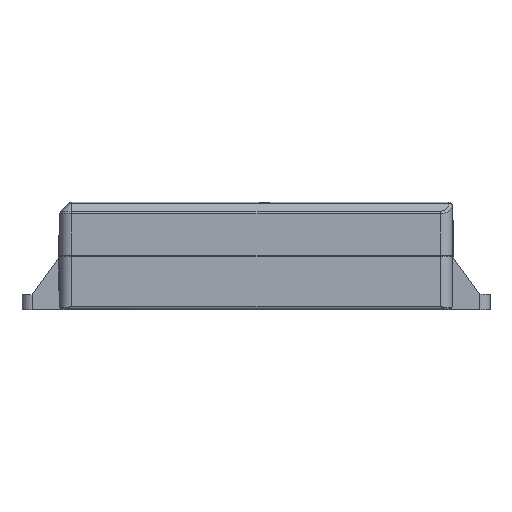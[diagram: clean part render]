
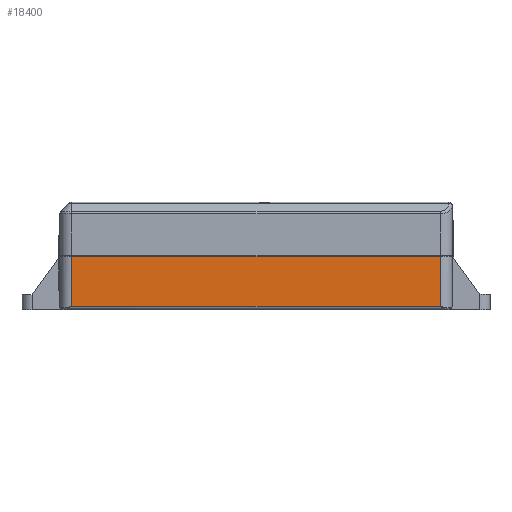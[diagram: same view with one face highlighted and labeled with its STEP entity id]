
A CAD part, top view. The second image highlights one B-rep face of the part: STEP entity #18400.
In plain terms, the highlighted planar face has unit normal (0, 0, 1).
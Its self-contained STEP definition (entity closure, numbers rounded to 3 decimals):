
#420 = CARTESIAN_POINT ( 'NONE',  ( 54.55, -15.9, 31.25 ) ) ;
#597 = LINE ( 'NONE', #5392, #17122 ) ;
#756 = CARTESIAN_POINT ( 'NONE',  ( -54.55, -14.9, 31.25 ) ) ;
#1776 = CARTESIAN_POINT ( 'NONE',  ( -58.05, -15.9, 31.25 ) ) ;
#2116 = EDGE_CURVE ( 'NONE', #16738, #11907, #597, .T. ) ;
#2131 = VERTEX_POINT ( 'NONE', #8595 ) ;
#3019 = LINE ( 'NONE', #6683, #17336 ) ;
#3350 = DIRECTION ( 'NONE',  ( 0., 0., 1. ) ) ;
#3533 = DIRECTION ( 'NONE',  ( 0., 1., 0. ) ) ;
#3637 = LINE ( 'NONE', #17958, #15329 ) ;
#4165 = ORIENTED_EDGE ( 'NONE', *, *, #20012, .T. ) ;
#5392 = CARTESIAN_POINT ( 'NONE',  ( -58.05, -14.9, 31.25 ) ) ;
#5535 = DIRECTION ( 'NONE',  ( 1., 0., 0. ) ) ;
#6409 = PLANE ( 'NONE',  #16716 ) ;
#6683 = CARTESIAN_POINT ( 'NONE',  ( 54.55, -0.1, 31.25 ) ) ;
#7245 = LINE ( 'NONE', #420, #18879 ) ;
#8595 = CARTESIAN_POINT ( 'NONE',  ( -54.55, -0.1, 31.25 ) ) ;
#8804 = DIRECTION ( 'NONE',  ( 0., -1., 0. ) ) ;
#11907 = VERTEX_POINT ( 'NONE', #19494 ) ;
#12601 = FACE_OUTER_BOUND ( 'NONE', #14813, .T. ) ;
#12719 = ORIENTED_EDGE ( 'NONE', *, *, #14033, .T. ) ;
#12948 = DIRECTION ( 'NONE',  ( -1., 0., 0. ) ) ;
#13008 = VERTEX_POINT ( 'NONE', #18890 ) ;
#13432 = ORIENTED_EDGE ( 'NONE', *, *, #2116, .T. ) ;
#14033 = EDGE_CURVE ( 'NONE', #11907, #13008, #7245, .T. ) ;
#14813 = EDGE_LOOP ( 'NONE', ( #4165, #15042, #13432, #12719 ) ) ;
#15042 = ORIENTED_EDGE ( 'NONE', *, *, #17522, .T. ) ;
#15329 = VECTOR ( 'NONE', #8804, 1000. ) ;
#15786 = DIRECTION ( 'NONE',  ( 1., 0., 0. ) ) ;
#16716 = AXIS2_PLACEMENT_3D ( 'NONE', #1776, #3350, #15786 ) ;
#16738 = VERTEX_POINT ( 'NONE', #756 ) ;
#17122 = VECTOR ( 'NONE', #5535, 1000. ) ;
#17336 = VECTOR ( 'NONE', #12948, 1000. ) ;
#17522 = EDGE_CURVE ( 'NONE', #2131, #16738, #3637, .T. ) ;
#17958 = CARTESIAN_POINT ( 'NONE',  ( -54.55, -15.9, 31.25 ) ) ;
#18400 = ADVANCED_FACE ( 'NONE', ( #12601 ), #6409, .T. ) ;
#18879 = VECTOR ( 'NONE', #3533, 1000. ) ;
#18890 = CARTESIAN_POINT ( 'NONE',  ( 54.55, -0.1, 31.25 ) ) ;
#19494 = CARTESIAN_POINT ( 'NONE',  ( 54.55, -14.9, 31.25 ) ) ;
#20012 = EDGE_CURVE ( 'NONE', #13008, #2131, #3019, .T. ) ;
